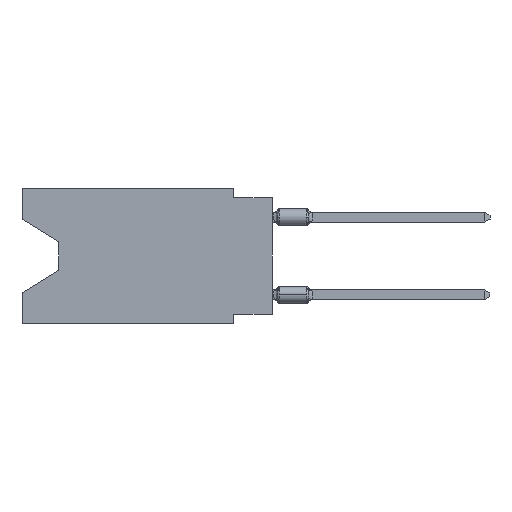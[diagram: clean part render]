
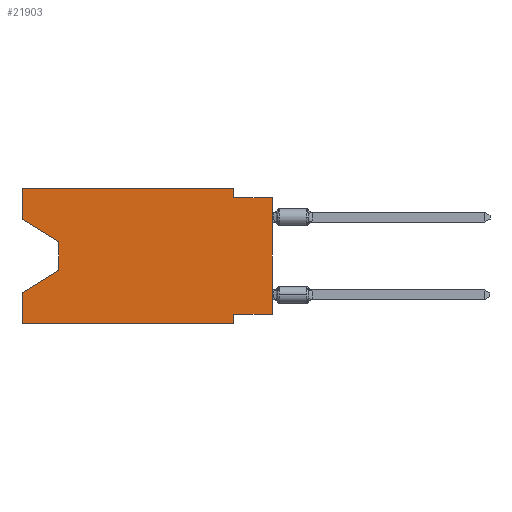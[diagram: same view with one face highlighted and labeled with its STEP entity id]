
A CAD part, left-side view. The second image highlights one B-rep face of the part: STEP entity #21903.
In plain terms, the highlighted planar face has unit normal (-1, 0, 0).
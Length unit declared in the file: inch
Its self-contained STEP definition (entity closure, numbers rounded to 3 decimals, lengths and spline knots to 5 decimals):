
#111 = DIRECTION ( 'NONE',  ( 0., -1., 0. ) ) ;
#532 = LINE ( 'NONE', #34332, #15454 ) ;
#1080 = VERTEX_POINT ( 'NONE', #31370 ) ;
#2275 = DIRECTION ( 'NONE',  ( 0., -0.855, -0.519 ) ) ;
#2284 = DIRECTION ( 'NONE',  ( 0., 0., -1. ) ) ;
#2381 = ORIENTED_EDGE ( 'NONE', *, *, #2606, .T. ) ;
#2606 = EDGE_CURVE ( 'NONE', #14561, #40267, #4152, .T. ) ;
#3055 = EDGE_CURVE ( 'NONE', #28683, #28737, #36565, .T. ) ;
#3573 = DIRECTION ( 'NONE',  ( 0., 0., 1. ) ) ;
#4152 = LINE ( 'NONE', #7472, #33168 ) ;
#5396 = VERTEX_POINT ( 'NONE', #32765 ) ;
#6492 = CARTESIAN_POINT ( 'NONE',  ( 0., 0., -0.325 ) ) ;
#7373 = DIRECTION ( 'NONE',  ( 0., 0., 1. ) ) ;
#7472 = CARTESIAN_POINT ( 'NONE',  ( 0., 0.55, -0.138 ) ) ;
#7539 = DIRECTION ( 'NONE',  ( 0., 0., 1. ) ) ;
#8018 = CARTESIAN_POINT ( 'NONE',  ( 0., 0.55, -0.138 ) ) ;
#8153 = VECTOR ( 'NONE', #40709, 39.37008 ) ;
#8582 = ORIENTED_EDGE ( 'NONE', *, *, #20554, .T. ) ;
#8708 = VERTEX_POINT ( 'NONE', #27488 ) ;
#9929 = ORIENTED_EDGE ( 'NONE', *, *, #39387, .T. ) ;
#10259 = CARTESIAN_POINT ( 'NONE',  ( 0., 0.645, -0.35 ) ) ;
#10580 = VECTOR ( 'NONE', #26065, 39.37008 ) ;
#10803 = VERTEX_POINT ( 'NONE', #12991 ) ;
#11075 = ORIENTED_EDGE ( 'NONE', *, *, #31404, .F. ) ;
#11301 = LINE ( 'NONE', #38031, #26867 ) ;
#11863 = EDGE_CURVE ( 'NONE', #28271, #5396, #532, .T. ) ;
#12719 = CARTESIAN_POINT ( 'NONE',  ( 0., 0.645, -0.35 ) ) ;
#12746 = DIRECTION ( 'NONE',  ( 1., 0., 0. ) ) ;
#12991 = CARTESIAN_POINT ( 'NONE',  ( 0., 0.1, -0.325 ) ) ;
#13296 = LINE ( 'NONE', #23939, #14365 ) ;
#13311 = CARTESIAN_POINT ( 'NONE',  ( 0., 0.1, -0.025 ) ) ;
#13571 = ORIENTED_EDGE ( 'NONE', *, *, #11863, .F. ) ;
#13712 = EDGE_CURVE ( 'NONE', #28683, #15837, #11301, .T. ) ;
#14365 = VECTOR ( 'NONE', #3573, 39.37008 ) ;
#14561 = VERTEX_POINT ( 'NONE', #8018 ) ;
#15208 = FACE_OUTER_BOUND ( 'NONE', #31411, .T. ) ;
#15454 = VECTOR ( 'NONE', #7373, 39.37008 ) ;
#15837 = VERTEX_POINT ( 'NONE', #31073 ) ;
#16221 = VECTOR ( 'NONE', #2275, 39.37008 ) ;
#16247 = ORIENTED_EDGE ( 'NONE', *, *, #24673, .F. ) ;
#17098 = LINE ( 'NONE', #6492, #8153 ) ;
#17772 = VECTOR ( 'NONE', #38380, 39.37008 ) ;
#17787 = VERTEX_POINT ( 'NONE', #13311 ) ;
#18689 = VECTOR ( 'NONE', #2284, 39.37008 ) ;
#18970 = ORIENTED_EDGE ( 'NONE', *, *, #13712, .F. ) ;
#19024 = CARTESIAN_POINT ( 'NONE',  ( 0., 0., -0.325 ) ) ;
#19330 = AXIS2_PLACEMENT_3D ( 'NONE', #22528, #12746, #22301 ) ;
#19428 = CARTESIAN_POINT ( 'NONE',  ( 0., 0.645, 0. ) ) ;
#20554 = EDGE_CURVE ( 'NONE', #28271, #14561, #37333, .T. ) ;
#20984 = DIRECTION ( 'NONE',  ( 0., 0., -1. ) ) ;
#21295 = EDGE_CURVE ( 'NONE', #34921, #8708, #13296, .T. ) ;
#21582 = CARTESIAN_POINT ( 'NONE',  ( 0., 0.1, -0.35 ) ) ;
#21903 = ADVANCED_FACE ( 'NONE', ( #15208 ), #43000, .F. ) ;
#22301 = DIRECTION ( 'NONE',  ( 0., 0., -1. ) ) ;
#22484 = CARTESIAN_POINT ( 'NONE',  ( 0., 0.55, -0.212 ) ) ;
#22528 = CARTESIAN_POINT ( 'NONE',  ( 0., 0.645, 0. ) ) ;
#22918 = ORIENTED_EDGE ( 'NONE', *, *, #21295, .T. ) ;
#23939 = CARTESIAN_POINT ( 'NONE',  ( 0., 0., 0. ) ) ;
#24152 = ORIENTED_EDGE ( 'NONE', *, *, #36845, .F. ) ;
#24673 = EDGE_CURVE ( 'NONE', #10803, #28737, #28198, .T. ) ;
#26065 = DIRECTION ( 'NONE',  ( 0., -1., 0. ) ) ;
#26867 = VECTOR ( 'NONE', #7539, 39.37008 ) ;
#27163 = CARTESIAN_POINT ( 'NONE',  ( 0., 0.645, -0.08025 ) ) ;
#27488 = CARTESIAN_POINT ( 'NONE',  ( 0., 0., -0.025 ) ) ;
#28198 = LINE ( 'NONE', #21582, #28666 ) ;
#28271 = VERTEX_POINT ( 'NONE', #39968 ) ;
#28666 = VECTOR ( 'NONE', #38344, 39.37008 ) ;
#28683 = VERTEX_POINT ( 'NONE', #12719 ) ;
#28737 = VERTEX_POINT ( 'NONE', #32807 ) ;
#30398 = DIRECTION ( 'NONE',  ( 0., -1., 0. ) ) ;
#30606 = EDGE_CURVE ( 'NONE', #34921, #10803, #17098, .T. ) ;
#31073 = CARTESIAN_POINT ( 'NONE',  ( 0., 0.645, -0.26975 ) ) ;
#31370 = CARTESIAN_POINT ( 'NONE',  ( 0., 0.1, 0. ) ) ;
#31404 = EDGE_CURVE ( 'NONE', #17787, #8708, #43645, .T. ) ;
#31411 = EDGE_LOOP ( 'NONE', ( #8582, #2381, #9929, #18970, #33139, #16247, #37173, #22918, #11075, #38989, #24152, #13571 ) ) ;
#32765 = CARTESIAN_POINT ( 'NONE',  ( 0., 0.645, 0. ) ) ;
#32807 = CARTESIAN_POINT ( 'NONE',  ( 0., 0.1, -0.35 ) ) ;
#33139 = ORIENTED_EDGE ( 'NONE', *, *, #3055, .T. ) ;
#33168 = VECTOR ( 'NONE', #20984, 39.37008 ) ;
#33292 = VECTOR ( 'NONE', #111, 39.37008 ) ;
#34194 = EDGE_CURVE ( 'NONE', #1080, #17787, #38772, .T. ) ;
#34332 = CARTESIAN_POINT ( 'NONE',  ( 0., 0.645, 0. ) ) ;
#34377 = CARTESIAN_POINT ( 'NONE',  ( 0., 0., -0.025 ) ) ;
#34921 = VERTEX_POINT ( 'NONE', #19024 ) ;
#36565 = LINE ( 'NONE', #10259, #33292 ) ;
#36845 = EDGE_CURVE ( 'NONE', #5396, #1080, #40184, .T. ) ;
#37173 = ORIENTED_EDGE ( 'NONE', *, *, #30606, .F. ) ;
#37333 = LINE ( 'NONE', #27163, #16221 ) ;
#38031 = CARTESIAN_POINT ( 'NONE',  ( 0., 0.645, 0. ) ) ;
#38344 = DIRECTION ( 'NONE',  ( 0., 0., -1. ) ) ;
#38380 = DIRECTION ( 'NONE',  ( 0., 0.855, -0.519 ) ) ;
#38587 = LINE ( 'NONE', #41886, #17772 ) ;
#38772 = LINE ( 'NONE', #39174, #18689 ) ;
#38989 = ORIENTED_EDGE ( 'NONE', *, *, #34194, .F. ) ;
#39174 = CARTESIAN_POINT ( 'NONE',  ( 0., 0.1, 0. ) ) ;
#39387 = EDGE_CURVE ( 'NONE', #40267, #15837, #38587, .T. ) ;
#39968 = CARTESIAN_POINT ( 'NONE',  ( 0., 0.645, -0.08025 ) ) ;
#40184 = LINE ( 'NONE', #19428, #10580 ) ;
#40267 = VERTEX_POINT ( 'NONE', #22484 ) ;
#40709 = DIRECTION ( 'NONE',  ( 0., 1., 0. ) ) ;
#41886 = CARTESIAN_POINT ( 'NONE',  ( 0., 0.55, -0.212 ) ) ;
#42056 = VECTOR ( 'NONE', #30398, 39.37008 ) ;
#43000 = PLANE ( 'NONE',  #19330 ) ;
#43645 = LINE ( 'NONE', #34377, #42056 ) ;
